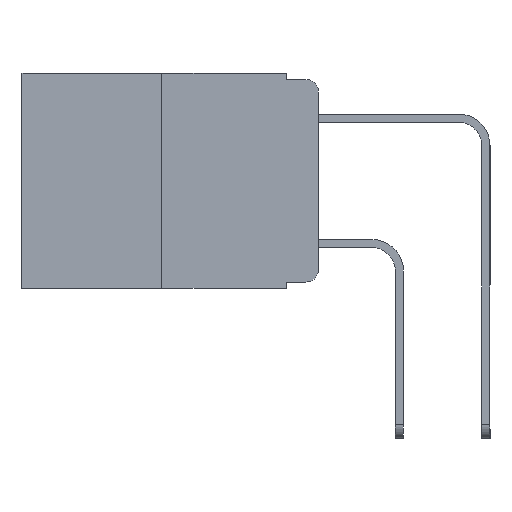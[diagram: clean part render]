
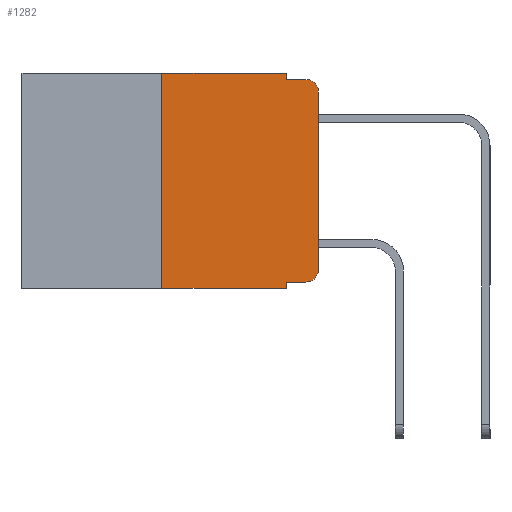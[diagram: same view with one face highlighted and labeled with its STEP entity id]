
A CAD part, left-side view. The second image highlights one B-rep face of the part: STEP entity #1282.
In plain terms, the highlighted planar face has unit normal (-1, 0, 0).
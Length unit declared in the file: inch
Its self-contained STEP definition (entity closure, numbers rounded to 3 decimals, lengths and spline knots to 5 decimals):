
#8 = LINE ( 'NONE', #6567, #2964 ) ;
#87 = VECTOR ( 'NONE', #5572, 39.37008 ) ;
#88 = PLANE ( 'NONE',  #14229 ) ;
#117 = VERTEX_POINT ( 'NONE', #7100 ) ;
#276 = VERTEX_POINT ( 'NONE', #5159 ) ;
#354 = ORIENTED_EDGE ( 'NONE', *, *, #674, .T. ) ;
#357 = VERTEX_POINT ( 'NONE', #8679 ) ;
#423 = EDGE_CURVE ( 'NONE', #8569, #11523, #8, .T. ) ;
#674 = EDGE_CURVE ( 'NONE', #13546, #11523, #2785, .T. ) ;
#929 = DIRECTION ( 'NONE',  ( 0., 0., -1. ) ) ;
#1027 = FACE_OUTER_BOUND ( 'NONE', #2408, .T. ) ;
#1234 = DIRECTION ( 'NONE',  ( 1., 0., 0. ) ) ;
#1282 = ADVANCED_FACE ( 'NONE', ( #1027 ), #88, .F. ) ;
#1301 = CARTESIAN_POINT ( 'NONE',  ( 0., 0.473, -0.343 ) ) ;
#1617 = ORIENTED_EDGE ( 'NONE', *, *, #1902, .T. ) ;
#1902 = EDGE_CURVE ( 'NONE', #7882, #7306, #10901, .T. ) ;
#2201 = VECTOR ( 'NONE', #3131, 39.37008 ) ;
#2337 = AXIS2_PLACEMENT_3D ( 'NONE', #5061, #12927, #6204 ) ;
#2408 = EDGE_LOOP ( 'NONE', ( #4136, #8444, #5144, #14023, #14035, #4083, #354, #9743, #9808, #1617 ) ) ;
#2672 = CARTESIAN_POINT ( 'NONE',  ( 0., 0.25, -0.343 ) ) ;
#2785 = LINE ( 'NONE', #1301, #8806 ) ;
#2855 = LINE ( 'NONE', #11667, #9227 ) ;
#2964 = VECTOR ( 'NONE', #4279, 39.37008 ) ;
#3131 = DIRECTION ( 'NONE',  ( 0., -1., 0. ) ) ;
#3187 = CIRCLE ( 'NONE', #2337, 0.02 ) ;
#3344 = CARTESIAN_POINT ( 'NONE',  ( 0., 0.051, -0.343 ) ) ;
#3437 = EDGE_CURVE ( 'NONE', #7864, #276, #14302, .T. ) ;
#3528 = DIRECTION ( 'NONE',  ( 0., -1., 0. ) ) ;
#4083 = ORIENTED_EDGE ( 'NONE', *, *, #13512, .F. ) ;
#4136 = ORIENTED_EDGE ( 'NONE', *, *, #5627, .T. ) ;
#4279 = DIRECTION ( 'NONE',  ( 0., 0., -1. ) ) ;
#4541 = CARTESIAN_POINT ( 'NONE',  ( 0., 0.051, -0.01 ) ) ;
#4549 = DIRECTION ( 'NONE',  ( -1., 0., 0. ) ) ;
#4759 = CARTESIAN_POINT ( 'NONE',  ( 0., 0., 0. ) ) ;
#4872 = EDGE_CURVE ( 'NONE', #276, #7157, #11871, .T. ) ;
#4899 = DIRECTION ( 'NONE',  ( 0., 0., 1. ) ) ;
#5061 = CARTESIAN_POINT ( 'NONE',  ( 0., 0.02, -0.03 ) ) ;
#5138 = EDGE_CURVE ( 'NONE', #117, #7157, #3187, .T. ) ;
#5144 = ORIENTED_EDGE ( 'NONE', *, *, #4872, .F. ) ;
#5159 = CARTESIAN_POINT ( 'NONE',  ( 0., 0.051, -0.01 ) ) ;
#5572 = DIRECTION ( 'NONE',  ( 0., -1., 0. ) ) ;
#5627 = EDGE_CURVE ( 'NONE', #7306, #117, #12859, .T. ) ;
#5718 = DIRECTION ( 'NONE',  ( 0., -1., 0. ) ) ;
#5873 = VECTOR ( 'NONE', #5718, 39.37008 ) ;
#6204 = DIRECTION ( 'NONE',  ( 0., 0., -1. ) ) ;
#6550 = CARTESIAN_POINT ( 'NONE',  ( 0., 0.051, 0. ) ) ;
#6567 = CARTESIAN_POINT ( 'NONE',  ( 0., 0.051, 0. ) ) ;
#6719 = CARTESIAN_POINT ( 'NONE',  ( 0., 0.473, 0. ) ) ;
#6836 = CARTESIAN_POINT ( 'NONE',  ( 0., 0.473, 0. ) ) ;
#6902 = VECTOR ( 'NONE', #11520, 39.37008 ) ;
#7100 = CARTESIAN_POINT ( 'NONE',  ( 0., 0., -0.03 ) ) ;
#7157 = VERTEX_POINT ( 'NONE', #9693 ) ;
#7306 = VERTEX_POINT ( 'NONE', #11021 ) ;
#7864 = VERTEX_POINT ( 'NONE', #13027 ) ;
#7882 = VERTEX_POINT ( 'NONE', #14182 ) ;
#8444 = ORIENTED_EDGE ( 'NONE', *, *, #5138, .T. ) ;
#8569 = VERTEX_POINT ( 'NONE', #13254 ) ;
#8679 = CARTESIAN_POINT ( 'NONE',  ( 0., 0.25, 0. ) ) ;
#8806 = VECTOR ( 'NONE', #3528, 39.37008 ) ;
#9081 = LINE ( 'NONE', #6719, #87 ) ;
#9104 = DIRECTION ( 'NONE',  ( 0., 0., -1. ) ) ;
#9195 = AXIS2_PLACEMENT_3D ( 'NONE', #11313, #4549, #12431 ) ;
#9227 = VECTOR ( 'NONE', #4899, 39.37008 ) ;
#9525 = EDGE_CURVE ( 'NONE', #357, #7864, #9081, .T. ) ;
#9693 = CARTESIAN_POINT ( 'NONE',  ( 0., 0.02, -0.01 ) ) ;
#9743 = ORIENTED_EDGE ( 'NONE', *, *, #423, .F. ) ;
#9808 = ORIENTED_EDGE ( 'NONE', *, *, #12036, .T. ) ;
#10156 = LINE ( 'NONE', #14328, #2201 ) ;
#10901 = CIRCLE ( 'NONE', #9195, 0.02 ) ;
#11021 = CARTESIAN_POINT ( 'NONE',  ( 0., 0., -0.313 ) ) ;
#11313 = CARTESIAN_POINT ( 'NONE',  ( 0., 0.02, -0.313 ) ) ;
#11372 = VECTOR ( 'NONE', #929, 39.37008 ) ;
#11520 = DIRECTION ( 'NONE',  ( 0., 0., 1. ) ) ;
#11523 = VERTEX_POINT ( 'NONE', #3344 ) ;
#11667 = CARTESIAN_POINT ( 'NONE',  ( 0., 0.25, 0. ) ) ;
#11871 = LINE ( 'NONE', #4541, #5873 ) ;
#12036 = EDGE_CURVE ( 'NONE', #8569, #7882, #10156, .T. ) ;
#12431 = DIRECTION ( 'NONE',  ( 0., 0., -1. ) ) ;
#12859 = LINE ( 'NONE', #4759, #6902 ) ;
#12927 = DIRECTION ( 'NONE',  ( -1., 0., 0. ) ) ;
#13027 = CARTESIAN_POINT ( 'NONE',  ( 0., 0.051, 0. ) ) ;
#13254 = CARTESIAN_POINT ( 'NONE',  ( 0., 0.051, -0.333 ) ) ;
#13512 = EDGE_CURVE ( 'NONE', #13546, #357, #2855, .T. ) ;
#13546 = VERTEX_POINT ( 'NONE', #2672 ) ;
#14023 = ORIENTED_EDGE ( 'NONE', *, *, #3437, .F. ) ;
#14035 = ORIENTED_EDGE ( 'NONE', *, *, #9525, .F. ) ;
#14182 = CARTESIAN_POINT ( 'NONE',  ( 0., 0.02, -0.333 ) ) ;
#14229 = AXIS2_PLACEMENT_3D ( 'NONE', #6836, #1234, #9104 ) ;
#14302 = LINE ( 'NONE', #6550, #11372 ) ;
#14328 = CARTESIAN_POINT ( 'NONE',  ( 0., 0.051, -0.333 ) ) ;
